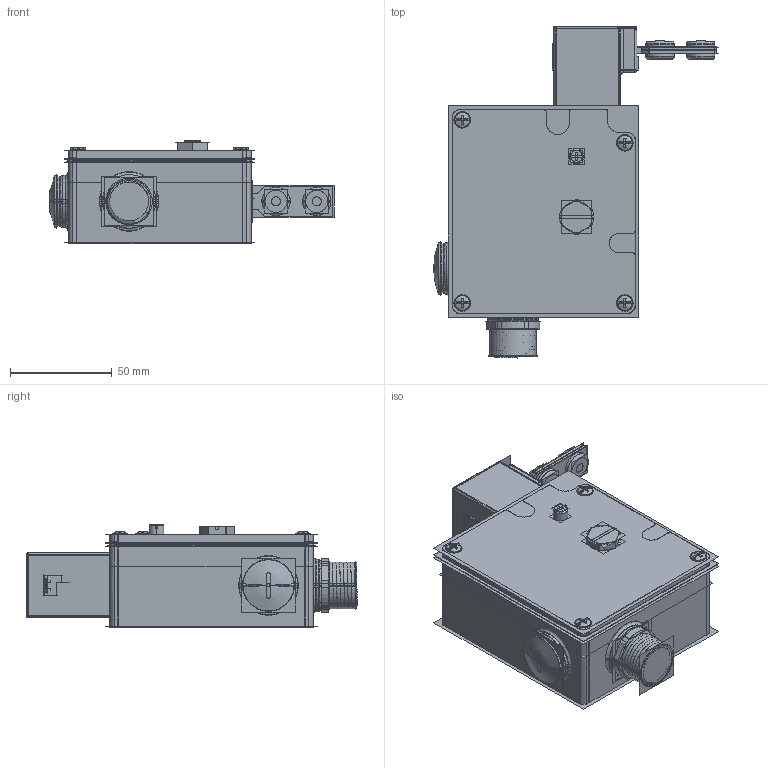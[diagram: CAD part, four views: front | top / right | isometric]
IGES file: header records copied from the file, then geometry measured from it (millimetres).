
Start section:  PTC IGES file: 192746.igs
Global section: file name: 192746.igs; native system: Creo Parametric by Parametric Technology Corporation; preprocessor: 2013230; author: pdmadmin; organization: Unknown; date: 20160201.113753; units: millimetre
Bounding box: 139.8 x 163.17 x 50.85 mm (x, y, z)
Volume: 170002.1 mm3; surface area: 619443.7 mm2
Topology: 19 solids, 31 shells, 1884 faces, 9628 edges, 12279 vertices
Faces by surface type: revolution 1092, bspline 792
